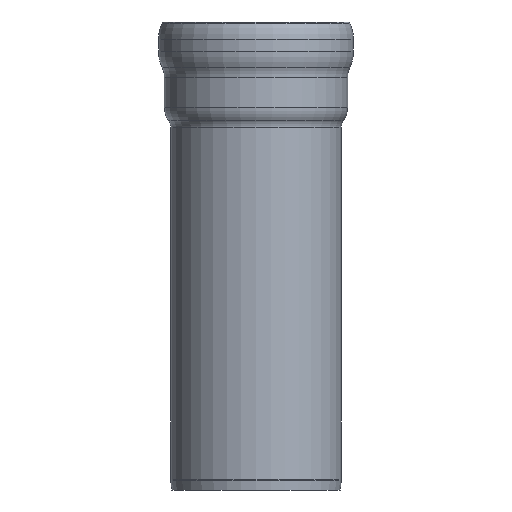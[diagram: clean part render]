
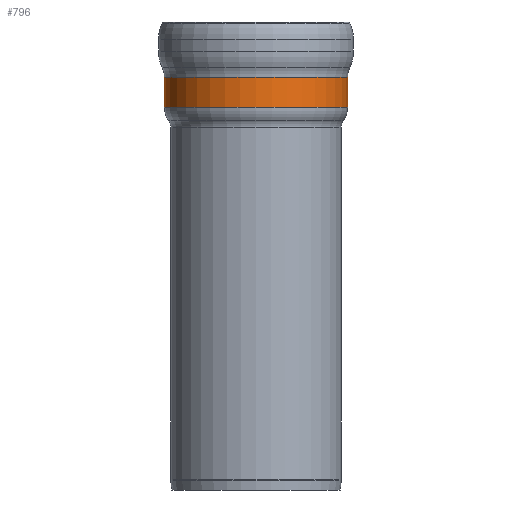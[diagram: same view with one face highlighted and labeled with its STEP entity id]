
A CAD part, left-side view. The second image highlights one B-rep face of the part: STEP entity #796.
In plain terms, the highlighted cylindrical face has radius 715 mm (diameter 1430 mm), a full revolution.
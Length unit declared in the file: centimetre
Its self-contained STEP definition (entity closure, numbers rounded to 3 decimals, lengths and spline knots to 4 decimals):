
#46=LINE('',#1944,#70);
#70=VECTOR('',#1151,71.5);
#136=CIRCLE('',#902,71.5);
#137=CIRCLE('',#903,71.5);
#138=CIRCLE('',#905,71.5);
#139=CIRCLE('',#906,71.5);
#223=FACE_OUTER_BOUND('',#269,.T.);
#269=EDGE_LOOP('',(#662,#663,#664,#665,#666,#667));
#348=VERTEX_POINT('',#1937);
#349=VERTEX_POINT('',#1939);
#350=VERTEX_POINT('',#1943);
#351=VERTEX_POINT('',#1945);
#457=EDGE_CURVE('',#348,#349,#136,.T.);
#458=EDGE_CURVE('',#349,#348,#137,.T.);
#459=EDGE_CURVE('',#349,#350,#46,.T.);
#460=EDGE_CURVE('',#350,#351,#138,.T.);
#461=EDGE_CURVE('',#351,#350,#139,.T.);
#662=ORIENTED_EDGE('',*,*,#457,.F.);
#663=ORIENTED_EDGE('',*,*,#458,.F.);
#664=ORIENTED_EDGE('',*,*,#459,.T.);
#665=ORIENTED_EDGE('',*,*,#460,.T.);
#666=ORIENTED_EDGE('',*,*,#461,.T.);
#667=ORIENTED_EDGE('',*,*,#459,.F.);
#762=CYLINDRICAL_SURFACE('',#904,71.5);
#796=ADVANCED_FACE('',(#223),#762,.T.);
#902=AXIS2_PLACEMENT_3D('',#1940,#1145,#1146);
#903=AXIS2_PLACEMENT_3D('',#1941,#1147,#1148);
#904=AXIS2_PLACEMENT_3D('',#1942,#1149,#1150);
#905=AXIS2_PLACEMENT_3D('',#1946,#1152,#1153);
#906=AXIS2_PLACEMENT_3D('',#1947,#1154,#1155);
#1145=DIRECTION('center_axis',(0.,0.,-1.));
#1146=DIRECTION('ref_axis',(1.,0.,0.));
#1147=DIRECTION('center_axis',(0.,0.,-1.));
#1148=DIRECTION('ref_axis',(1.,0.,0.));
#1149=DIRECTION('center_axis',(0.,0.,-1.));
#1150=DIRECTION('ref_axis',(-1.,0.,0.));
#1151=DIRECTION('',(0.,0.,1.));
#1152=DIRECTION('center_axis',(0.,0.,-1.));
#1153=DIRECTION('ref_axis',(1.,0.,0.));
#1154=DIRECTION('center_axis',(0.,0.,-1.));
#1155=DIRECTION('ref_axis',(1.,0.,0.));
#1937=CARTESIAN_POINT('',(694.5754,311.3363,110.9687));
#1939=CARTESIAN_POINT('',(766.0754,382.8363,110.9687));
#1940=CARTESIAN_POINT('Origin',(694.5754,382.8363,110.9687));
#1941=CARTESIAN_POINT('Origin',(694.5754,382.8363,110.9687));
#1942=CARTESIAN_POINT('Origin',(694.5754,382.8363,122.7344));
#1943=CARTESIAN_POINT('',(766.0754,382.8363,134.5));
#1944=CARTESIAN_POINT('',(766.0754,382.8363,122.7344));
#1945=CARTESIAN_POINT('',(694.5754,311.3363,134.5));
#1946=CARTESIAN_POINT('Origin',(694.5754,382.8363,134.5));
#1947=CARTESIAN_POINT('Origin',(694.5754,382.8363,134.5));
